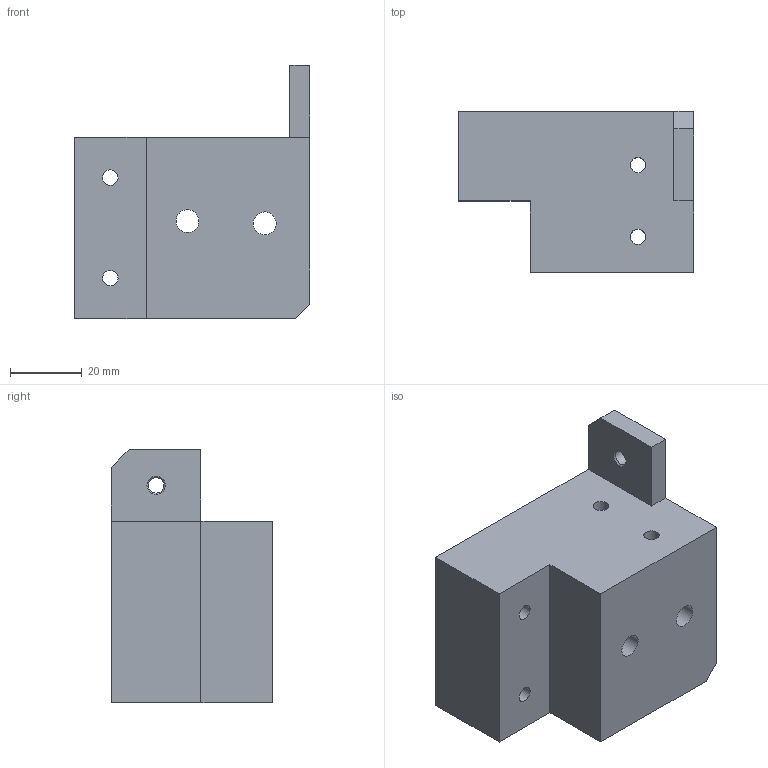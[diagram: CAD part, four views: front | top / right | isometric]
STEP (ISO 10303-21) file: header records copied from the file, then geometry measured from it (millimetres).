
FILE_DESCRIPTION(/* description */ (''),/* implementation_level */ '2;1');
FILE_NAME(/* name */ 'V05-01-04-01 - Left belt tensioner base v3.step',/* time_stamp */ '2021-07-12T23:03:39+03:00',/* author */ (''),/* organization */ (''),/* preprocessor_version */ 'ST-DEVELOPER v18.1',/* originating_system */ 'Autodesk Translation Framework v10.9.0.1377',/* authorisation */ '');
FILE_SCHEMA (('AUTOMOTIVE_DESIGN { 1 0 10303 214 3 1 1 }'));
Length unit declared in the file: millimetre
Products named in the file (1): V05-01-04-01 - Left belt tensioner base
Bounding box: 65.5 x 45 x 70.5 mm (x, y, z)
Volume: 100996.7 mm3; surface area: 25234.9 mm2
Topology: 1 solids, 1 shells, 42 faces, 102 edges, 68 vertices
Faces by surface type: plane 27, cylinder 13, cone 2
Full cylindrical faces by diameter (mm): 4.3 x7, 6.4 x2, 8 x4
Entity records: 1312 total; most frequent: DIRECTION 218, CARTESIAN_POINT 213, ORIENTED_EDGE 204, EDGE_CURVE 102, AXIS2_PLACEMENT_3D 73, LINE 72, VECTOR 72, VERTEX_POINT 68
